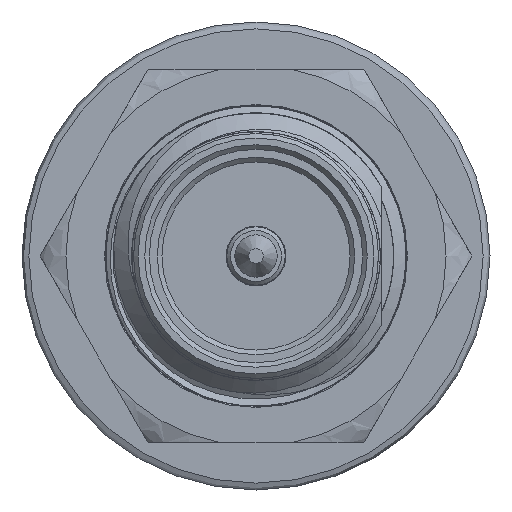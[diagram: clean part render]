
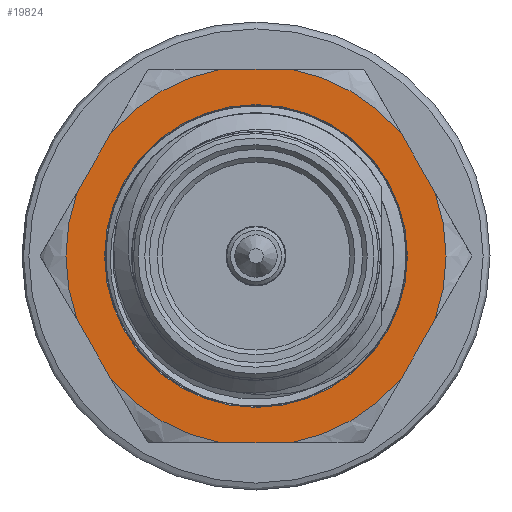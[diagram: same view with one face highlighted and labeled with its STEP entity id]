
A CAD part, front view. The second image highlights one B-rep face of the part: STEP entity #19824.
In plain terms, the highlighted planar face has unit normal (0, -1, 0).
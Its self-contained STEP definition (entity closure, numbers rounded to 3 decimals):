
#702=LINE('',#38408,#1948);
#703=LINE('',#38412,#1949);
#704=LINE('',#38416,#1950);
#705=LINE('',#38420,#1951);
#706=LINE('',#38424,#1952);
#707=LINE('',#38428,#1953);
#1948=VECTOR('',#24645,1000.);
#1949=VECTOR('',#24648,1000.);
#1950=VECTOR('',#24651,1000.);
#1951=VECTOR('',#24654,1000.);
#1952=VECTOR('',#24657,1000.);
#1953=VECTOR('',#24660,1000.);
#3638=PLANE('',#21516);
#4649=ORIENTED_EDGE('',*,*,#10382,.T.);
#4650=ORIENTED_EDGE('',*,*,#10383,.F.);
#4651=ORIENTED_EDGE('',*,*,#10384,.T.);
#4652=ORIENTED_EDGE('',*,*,#10385,.F.);
#4653=ORIENTED_EDGE('',*,*,#10386,.T.);
#4654=ORIENTED_EDGE('',*,*,#10387,.F.);
#4655=ORIENTED_EDGE('',*,*,#10388,.T.);
#4656=ORIENTED_EDGE('',*,*,#10389,.F.);
#4657=ORIENTED_EDGE('',*,*,#10390,.T.);
#4658=ORIENTED_EDGE('',*,*,#10391,.F.);
#4659=ORIENTED_EDGE('',*,*,#10392,.T.);
#4660=ORIENTED_EDGE('',*,*,#10393,.F.);
#4661=ORIENTED_EDGE('',*,*,#10394,.T.);
#10382=EDGE_CURVE('',#13335,#13335,#15012,.F.);
#10383=EDGE_CURVE('',#13336,#13337,#15013,.F.);
#10384=EDGE_CURVE('',#13336,#13338,#702,.T.);
#10385=EDGE_CURVE('',#13339,#13338,#15014,.F.);
#10386=EDGE_CURVE('',#13339,#13340,#703,.T.);
#10387=EDGE_CURVE('',#13341,#13340,#15015,.F.);
#10388=EDGE_CURVE('',#13341,#13342,#704,.T.);
#10389=EDGE_CURVE('',#13343,#13342,#15016,.F.);
#10390=EDGE_CURVE('',#13343,#13344,#705,.T.);
#10391=EDGE_CURVE('',#13345,#13344,#15017,.F.);
#10392=EDGE_CURVE('',#13345,#13346,#706,.T.);
#10393=EDGE_CURVE('',#13347,#13346,#15018,.F.);
#10394=EDGE_CURVE('',#13347,#13337,#707,.T.);
#13335=VERTEX_POINT('',#38404);
#13336=VERTEX_POINT('',#38406);
#13337=VERTEX_POINT('',#38407);
#13338=VERTEX_POINT('',#38409);
#13339=VERTEX_POINT('',#38411);
#13340=VERTEX_POINT('',#38413);
#13341=VERTEX_POINT('',#38415);
#13342=VERTEX_POINT('',#38417);
#13343=VERTEX_POINT('',#38419);
#13344=VERTEX_POINT('',#38421);
#13345=VERTEX_POINT('',#38423);
#13346=VERTEX_POINT('',#38425);
#13347=VERTEX_POINT('',#38427);
#15012=CIRCLE('',#21517,3.3);
#15013=CIRCLE('',#21518,4.142);
#15014=CIRCLE('',#21519,4.142);
#15015=CIRCLE('',#21520,4.142);
#15016=CIRCLE('',#21521,4.142);
#15017=CIRCLE('',#21522,4.142);
#15018=CIRCLE('',#21523,4.142);
#16433=EDGE_LOOP('',(#4649));
#16434=EDGE_LOOP('',(#4650,#4651,#4652,#4653,#4654,#4655,#4656,#4657,#4658,
#4659,#4660,#4661));
#17901=FACE_BOUND('',#16433,.T.);
#17902=FACE_BOUND('',#16434,.T.);
#19824=ADVANCED_FACE('',(#17901,#17902),#3638,.T.);
#21516=AXIS2_PLACEMENT_3D('',#38402,#24639,#24640);
#21517=AXIS2_PLACEMENT_3D('',#38403,#24641,#24642);
#21518=AXIS2_PLACEMENT_3D('',#38405,#24643,#24644);
#21519=AXIS2_PLACEMENT_3D('',#38410,#24646,#24647);
#21520=AXIS2_PLACEMENT_3D('',#38414,#24649,#24650);
#21521=AXIS2_PLACEMENT_3D('',#38418,#24652,#24653);
#21522=AXIS2_PLACEMENT_3D('',#38422,#24655,#24656);
#21523=AXIS2_PLACEMENT_3D('',#38426,#24658,#24659);
#24639=DIRECTION('',(0.,-1.,0.));
#24640=DIRECTION('',(0.,0.,-1.));
#24641=DIRECTION('',(0.,-1.,0.));
#24642=DIRECTION('',(0.,0.,-1.));
#24643=DIRECTION('',(0.,-1.,0.));
#24644=DIRECTION('',(0.,0.,-1.));
#24645=DIRECTION('',(1.,0.,0.));
#24646=DIRECTION('',(0.,-1.,0.));
#24647=DIRECTION('',(0.,0.,-1.));
#24648=DIRECTION('',(0.5,0.,0.866));
#24649=DIRECTION('',(0.,-1.,0.));
#24650=DIRECTION('',(0.,0.,-1.));
#24651=DIRECTION('',(-0.5,0.,0.866));
#24652=DIRECTION('',(0.,-1.,0.));
#24653=DIRECTION('',(0.,0.,-1.));
#24654=DIRECTION('',(-1.,0.,0.));
#24655=DIRECTION('',(0.,-1.,0.));
#24656=DIRECTION('',(0.,0.,-1.));
#24657=DIRECTION('',(-0.5,0.,-0.866));
#24658=DIRECTION('',(0.,-1.,0.));
#24659=DIRECTION('',(0.,0.,-1.));
#24660=DIRECTION('',(0.5,0.,-0.866));
#38402=CARTESIAN_POINT('',(0.,-1.,0.));
#38403=CARTESIAN_POINT('',(0.,-1.,0.));
#38404=CARTESIAN_POINT('',(0.,-1.,-3.3));
#38405=CARTESIAN_POINT('',(0.,-1.,0.));
#38406=CARTESIAN_POINT('',(-0.744,-1.,-4.075));
#38407=CARTESIAN_POINT('',(-3.157,-1.,-2.682));
#38408=CARTESIAN_POINT('',(-2.353,-1.,-4.075));
#38409=CARTESIAN_POINT('',(0.744,-1.,-4.075));
#38410=CARTESIAN_POINT('',(0.,-1.,0.));
#38411=CARTESIAN_POINT('',(3.157,-1.,-2.682));
#38412=CARTESIAN_POINT('',(2.353,-1.,-4.075));
#38413=CARTESIAN_POINT('',(3.901,-1.,-1.393));
#38414=CARTESIAN_POINT('',(0.,-1.,0.));
#38415=CARTESIAN_POINT('',(3.901,-1.,1.393));
#38416=CARTESIAN_POINT('',(4.705,-1.,0.));
#38417=CARTESIAN_POINT('',(3.157,-1.,2.682));
#38418=CARTESIAN_POINT('',(0.,-1.,0.));
#38419=CARTESIAN_POINT('',(0.744,-1.,4.075));
#38420=CARTESIAN_POINT('',(2.353,-1.,4.075));
#38421=CARTESIAN_POINT('',(-0.744,-1.,4.075));
#38422=CARTESIAN_POINT('',(0.,-1.,0.));
#38423=CARTESIAN_POINT('',(-3.157,-1.,2.682));
#38424=CARTESIAN_POINT('',(-2.353,-1.,4.075));
#38425=CARTESIAN_POINT('',(-3.901,-1.,1.393));
#38426=CARTESIAN_POINT('',(0.,-1.,0.));
#38427=CARTESIAN_POINT('',(-3.901,-1.,-1.393));
#38428=CARTESIAN_POINT('',(-4.705,-1.,0.));
